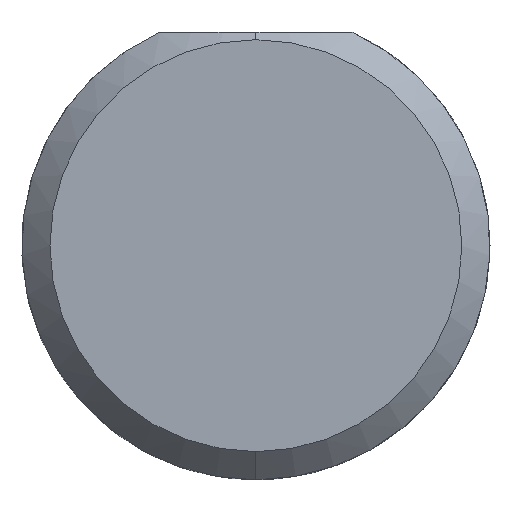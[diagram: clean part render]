
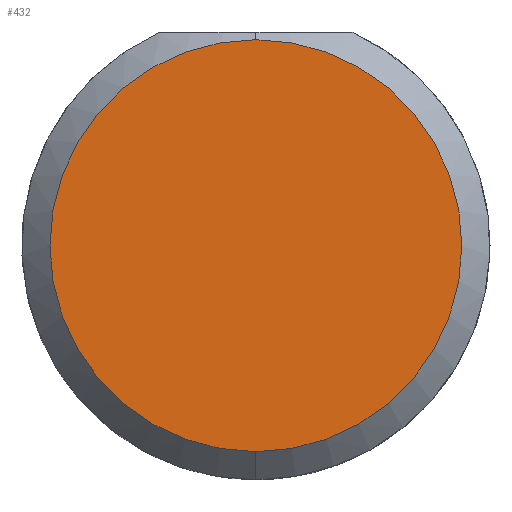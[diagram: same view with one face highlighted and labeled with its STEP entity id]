
A CAD part, left-side view. The second image highlights one B-rep face of the part: STEP entity #432.
In plain terms, the highlighted planar face has unit normal (-1, 0, 0).
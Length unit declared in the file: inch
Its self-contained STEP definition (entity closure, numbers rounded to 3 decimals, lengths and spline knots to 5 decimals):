
#11 = PLANE ( 'NONE',  #689 ) ;
#42 = EDGE_CURVE ( 'NONE', #725, #74, #260, .T. ) ;
#46 = DIRECTION ( 'NONE',  ( 0., 0., 1. ) ) ;
#74 = VERTEX_POINT ( 'NONE', #336 ) ;
#83 = DIRECTION ( 'NONE',  ( 0., 0., 1. ) ) ;
#101 = CARTESIAN_POINT ( 'NONE',  ( 0., 0., 0. ) ) ;
#109 = EDGE_LOOP ( 'NONE', ( #412, #540 ) ) ;
#142 = CARTESIAN_POINT ( 'NONE',  ( 0., 0., 0. ) ) ;
#235 = CARTESIAN_POINT ( 'NONE',  ( 0., 0., 0. ) ) ;
#260 = CIRCLE ( 'NONE', #573, 0.10985 ) ;
#321 = FACE_OUTER_BOUND ( 'NONE', #109, .T. ) ;
#336 = CARTESIAN_POINT ( 'NONE',  ( 0., 0., -0.10985 ) ) ;
#383 = DIRECTION ( 'NONE',  ( -1., 0., 0. ) ) ;
#398 = DIRECTION ( 'NONE',  ( 0., 0., -1. ) ) ;
#401 = DIRECTION ( 'NONE',  ( 1., 0., 0. ) ) ;
#412 = ORIENTED_EDGE ( 'NONE', *, *, #722, .T. ) ;
#432 = ADVANCED_FACE ( 'NONE', ( #321 ), #11, .F. ) ;
#540 = ORIENTED_EDGE ( 'NONE', *, *, #42, .T. ) ;
#542 = AXIS2_PLACEMENT_3D ( 'NONE', #142, #598, #83 ) ;
#565 = CIRCLE ( 'NONE', #542, 0.10985 ) ;
#573 = AXIS2_PLACEMENT_3D ( 'NONE', #101, #383, #46 ) ;
#598 = DIRECTION ( 'NONE',  ( -1., 0., 0. ) ) ;
#656 = CARTESIAN_POINT ( 'NONE',  ( 0., 0., 0.10985 ) ) ;
#689 = AXIS2_PLACEMENT_3D ( 'NONE', #235, #401, #398 ) ;
#722 = EDGE_CURVE ( 'NONE', #74, #725, #565, .T. ) ;
#725 = VERTEX_POINT ( 'NONE', #656 ) ;
